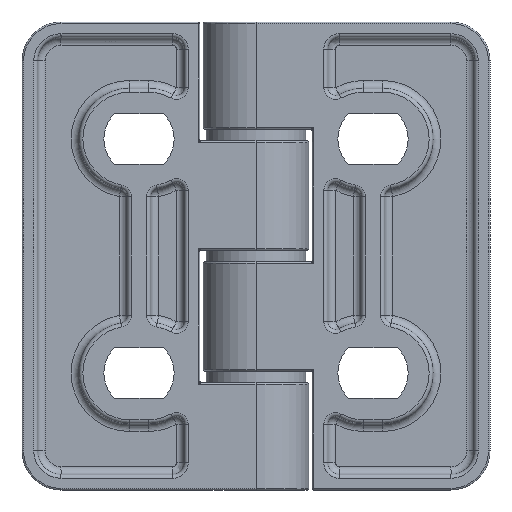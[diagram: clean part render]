
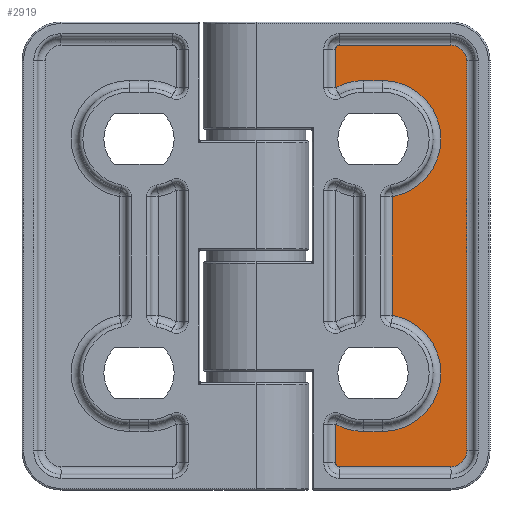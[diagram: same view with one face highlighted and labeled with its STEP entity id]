
A CAD part, front view. The second image highlights one B-rep face of the part: STEP entity #2919.
In plain terms, the highlighted planar face has unit normal (0, -1, 0).
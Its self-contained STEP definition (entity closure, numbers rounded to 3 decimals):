
#120=PLANE('',#3287);
#276=CIRCLE('',#3234,7.5);
#280=CIRCLE('',#3240,7.5);
#284=CIRCLE('',#3246,7.5);
#289=CIRCLE('',#3253,7.5);
#294=CIRCLE('',#3259,0.5);
#296=CIRCLE('',#3262,2.);
#302=CIRCLE('',#3270,2.);
#306=CIRCLE('',#3275,0.5);
#545=FACE_OUTER_BOUND('',#751,.T.);
#751=EDGE_LOOP('',(#2378,#2379,#2380,#2381,#2382,#2383,#2384,#2385,#2386,
#2387,#2388,#2389,#2390,#2391,#2392,#2393));
#974=LINE('',#5161,#1130);
#975=LINE('',#5169,#1131);
#976=LINE('',#5182,#1132);
#977=LINE('',#5189,#1133);
#979=LINE('',#5219,#1135);
#981=LINE('',#5231,#1137);
#983=LINE('',#5250,#1139);
#985=LINE('',#5253,#1141);
#1130=VECTOR('',#4020,2.4);
#1131=VECTOR('',#4031,15.227);
#1132=VECTOR('',#4048,2.4);
#1133=VECTOR('',#4059,4.92);
#1135=VECTOR('',#4083,50.);
#1137=VECTOR('',#4097,14.3);
#1139=VECTOR('',#4109,4.92);
#1141=VECTOR('',#4113,14.3);
#1339=VERTEX_POINT('',#5153);
#1340=VERTEX_POINT('',#5155);
#1341=VERTEX_POINT('',#5159);
#1342=VERTEX_POINT('',#5163);
#1343=VERTEX_POINT('',#5167);
#1345=VERTEX_POINT('',#5173);
#1346=VERTEX_POINT('',#5175);
#1347=VERTEX_POINT('',#5180);
#1348=VERTEX_POINT('',#5188);
#1349=VERTEX_POINT('',#5200);
#1352=VERTEX_POINT('',#5207);
#1353=VERTEX_POINT('',#5209);
#1355=VERTEX_POINT('',#5215);
#1357=VERTEX_POINT('',#5221);
#1359=VERTEX_POINT('',#5227);
#1361=VERTEX_POINT('',#5241);
#1680=EDGE_CURVE('',#1339,#1340,#276,.T.);
#1683=EDGE_CURVE('',#1340,#1341,#974,.T.);
#1685=EDGE_CURVE('',#1341,#1342,#280,.T.);
#1687=EDGE_CURVE('',#1343,#1339,#975,.T.);
#1690=EDGE_CURVE('',#1345,#1346,#284,.T.);
#1694=EDGE_CURVE('',#1346,#1347,#976,.T.);
#1696=EDGE_CURVE('',#1347,#1343,#289,.T.);
#1698=EDGE_CURVE('',#1342,#1348,#977,.T.);
#1702=EDGE_CURVE('',#1348,#1349,#294,.T.);
#1704=EDGE_CURVE('',#1352,#1353,#296,.T.);
#1709=EDGE_CURVE('',#1353,#1355,#979,.T.);
#1712=EDGE_CURVE('',#1355,#1357,#302,.T.);
#1715=EDGE_CURVE('',#1357,#1359,#981,.T.);
#1718=EDGE_CURVE('',#1359,#1361,#306,.T.);
#1721=EDGE_CURVE('',#1361,#1345,#983,.T.);
#1723=EDGE_CURVE('',#1349,#1352,#985,.T.);
#2378=ORIENTED_EDGE('',*,*,#1704,.F.);
#2379=ORIENTED_EDGE('',*,*,#1723,.F.);
#2380=ORIENTED_EDGE('',*,*,#1702,.F.);
#2381=ORIENTED_EDGE('',*,*,#1698,.F.);
#2382=ORIENTED_EDGE('',*,*,#1685,.F.);
#2383=ORIENTED_EDGE('',*,*,#1683,.F.);
#2384=ORIENTED_EDGE('',*,*,#1680,.F.);
#2385=ORIENTED_EDGE('',*,*,#1687,.F.);
#2386=ORIENTED_EDGE('',*,*,#1696,.F.);
#2387=ORIENTED_EDGE('',*,*,#1694,.F.);
#2388=ORIENTED_EDGE('',*,*,#1690,.F.);
#2389=ORIENTED_EDGE('',*,*,#1721,.F.);
#2390=ORIENTED_EDGE('',*,*,#1718,.F.);
#2391=ORIENTED_EDGE('',*,*,#1715,.F.);
#2392=ORIENTED_EDGE('',*,*,#1712,.F.);
#2393=ORIENTED_EDGE('',*,*,#1709,.F.);
#2919=ADVANCED_FACE('',(#545),#120,.T.);
#3234=AXIS2_PLACEMENT_3D('',#5156,#4012,#4013);
#3240=AXIS2_PLACEMENT_3D('',#5165,#4025,#4026);
#3246=AXIS2_PLACEMENT_3D('',#5176,#4038,#4039);
#3253=AXIS2_PLACEMENT_3D('',#5185,#4053,#4054);
#3259=AXIS2_PLACEMENT_3D('',#5204,#4066,#4067);
#3262=AXIS2_PLACEMENT_3D('',#5210,#4072,#4073);
#3270=AXIS2_PLACEMENT_3D('',#5225,#4090,#4091);
#3275=AXIS2_PLACEMENT_3D('',#5245,#4102,#4103);
#3287=AXIS2_PLACEMENT_3D('',#5265,#4133,#4134);
#4012=DIRECTION('center_axis',(0.,-1.,0.));
#4013=DIRECTION('ref_axis',(0.996,0.,0.087));
#4020=DIRECTION('',(-1.,0.,0.));
#4025=DIRECTION('center_axis',(0.,-1.,0.));
#4026=DIRECTION('ref_axis',(-0.248,0.,0.969));
#4031=DIRECTION('',(0.,0.,1.));
#4038=DIRECTION('center_axis',(0.,-1.,0.));
#4039=DIRECTION('ref_axis',(-0.248,0.,-0.969));
#4048=DIRECTION('',(1.,0.,0.));
#4053=DIRECTION('center_axis',(0.,-1.,0.));
#4054=DIRECTION('ref_axis',(0.996,0.,-0.087));
#4059=DIRECTION('',(0.,0.,1.));
#4066=DIRECTION('center_axis',(0.,1.,0.));
#4067=DIRECTION('ref_axis',(-0.707,0.,0.707));
#4072=DIRECTION('center_axis',(0.,1.,0.));
#4073=DIRECTION('ref_axis',(0.707,0.,0.707));
#4083=DIRECTION('',(0.,0.,-1.));
#4090=DIRECTION('center_axis',(0.,1.,0.));
#4091=DIRECTION('ref_axis',(0.707,0.,-0.707));
#4097=DIRECTION('',(-1.,0.,0.));
#4102=DIRECTION('center_axis',(0.,1.,0.));
#4103=DIRECTION('ref_axis',(-0.707,0.,-0.707));
#4109=DIRECTION('',(0.,0.,1.));
#4113=DIRECTION('',(1.,0.,0.));
#4133=DIRECTION('center_axis',(0.,-1.,0.));
#4134=DIRECTION('ref_axis',(0.,0.,-1.));
#5153=CARTESIAN_POINT('',(17.5,-4.75,7.614));
#5155=CARTESIAN_POINT('',(16.2,-4.75,22.5));
#5156=CARTESIAN_POINT('Origin',(16.2,-4.75,15.));
#5159=CARTESIAN_POINT('',(13.8,-4.75,22.5));
#5161=CARTESIAN_POINT('',(17.4,-4.75,22.5));
#5163=CARTESIAN_POINT('',(10.2,-4.75,21.58));
#5165=CARTESIAN_POINT('Origin',(13.8,-4.75,15.));
#5167=CARTESIAN_POINT('',(17.5,-4.75,-7.614));
#5169=CARTESIAN_POINT('',(17.5,-4.75,-4.253));
#5173=CARTESIAN_POINT('',(10.2,-4.75,-21.58));
#5175=CARTESIAN_POINT('',(13.8,-4.75,-22.5));
#5176=CARTESIAN_POINT('Origin',(13.8,-4.75,-15.));
#5180=CARTESIAN_POINT('',(16.2,-4.75,-22.5));
#5182=CARTESIAN_POINT('',(16.2,-4.75,-22.5));
#5185=CARTESIAN_POINT('Origin',(16.2,-4.75,-15.));
#5188=CARTESIAN_POINT('',(10.2,-4.75,26.5));
#5189=CARTESIAN_POINT('',(10.2,-4.75,9.796));
#5200=CARTESIAN_POINT('',(10.7,-4.75,27.));
#5204=CARTESIAN_POINT('Origin',(10.7,-4.75,26.5));
#5207=CARTESIAN_POINT('',(25.,-4.75,27.));
#5209=CARTESIAN_POINT('',(27.,-4.75,25.));
#5210=CARTESIAN_POINT('Origin',(25.,-4.75,25.));
#5215=CARTESIAN_POINT('',(27.,-4.75,-25.));
#5219=CARTESIAN_POINT('',(27.,-4.75,12.5));
#5221=CARTESIAN_POINT('',(25.,-4.75,-27.));
#5225=CARTESIAN_POINT('Origin',(25.,-4.75,-25.));
#5227=CARTESIAN_POINT('',(10.7,-4.75,-27.));
#5231=CARTESIAN_POINT('',(21.8,-4.75,-27.));
#5241=CARTESIAN_POINT('',(10.2,-4.75,-26.5));
#5245=CARTESIAN_POINT('Origin',(10.7,-4.75,-26.5));
#5250=CARTESIAN_POINT('',(10.2,-4.75,-13.25));
#5253=CARTESIAN_POINT('',(14.65,-4.75,27.));
#5265=CARTESIAN_POINT('Origin',(18.6,-4.75,0.));
